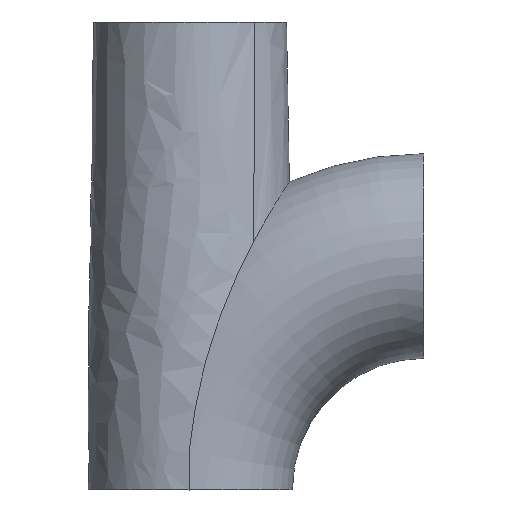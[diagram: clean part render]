
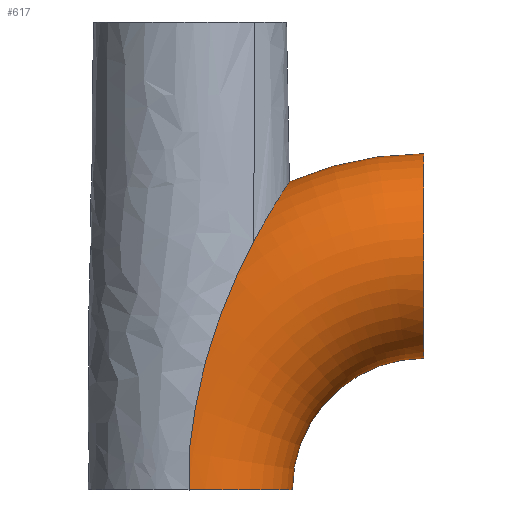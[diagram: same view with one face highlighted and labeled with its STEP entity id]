
A CAD part, top view. The second image highlights one B-rep face of the part: STEP entity #617.
In plain terms, the highlighted toroidal (fillet/blend) face has major radius 80 mm and minor radius 35 mm.
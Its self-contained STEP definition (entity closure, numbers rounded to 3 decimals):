
#1 = CARTESIAN_POINT ( 'NONE',  ( 33.852, 105.218, 2.757 ) ) ;
#2 = CARTESIAN_POINT ( 'NONE',  ( -0.179, 14.283, 34.971 ) ) ;
#13 = ORIENTED_EDGE ( 'NONE', *, *, #1093, .T. ) ;
#43 = CARTESIAN_POINT ( 'NONE',  ( 19.007, 79.453, 28.679 ) ) ;
#68 = DIRECTION ( 'NONE',  ( 0., 0., 1. ) ) ;
#80 = CARTESIAN_POINT ( 'NONE',  ( 80., 0., 0. ) ) ;
#87 = EDGE_CURVE ( 'NONE', #1360, #522, #1422, .T. ) ;
#89 = CARTESIAN_POINT ( 'NONE',  ( 0.602, 20.682, 34.942 ) ) ;
#109 = CARTESIAN_POINT ( 'NONE',  ( 25.194, 91.052, 23.131 ) ) ;
#150 = CARTESIAN_POINT ( 'NONE',  ( 14.398, 69.469, 31.37 ) ) ;
#197 = CARTESIAN_POINT ( 'NONE',  ( 30.321, 99.675, 15.538 ) ) ;
#205 = CARTESIAN_POINT ( 'NONE',  ( 32.553, 103.213, 9.84 ) ) ;
#206 = CARTESIAN_POINT ( 'NONE',  ( 80., 115., 0. ) ) ;
#212 = CARTESIAN_POINT ( 'NONE',  ( 33.13, 104.111, 7.705 ) ) ;
#217 = AXIS2_PLACEMENT_3D ( 'NONE', #517, #511, #1376 ) ;
#219 = CARTESIAN_POINT ( 'NONE',  ( 31.143, 100.993, 13.759 ) ) ;
#226 = CARTESIAN_POINT ( 'NONE',  ( -0.36, 12.682, 34.974 ) ) ;
#242 = B_SPLINE_CURVE_WITH_KNOTS ( 'NONE', 3,
 ( #433, #1310, #1211, #1, #1085, #986, #312, #764, #212, #205, #977, #655, #545, #219, #756, #197, #1110, #440, #638, #413, #747, #662, #109, #999, #886, #1332, #646, #531 ),
 .UNSPECIFIED., .F., .F.,
 ( 4, 2, 2, 2, 2, 2, 2, 2, 2, 2, 2, 2, 2, 4 ),
 ( 0.136, 0.138, 0.139, 0.141, 0.145, 0.148, 0.15, 0.153, 0.155, 0.16, 0.165, 0.167, 0.169, 0.174 ),
 .UNSPECIFIED. ) ;
#262 = CARTESIAN_POINT ( 'NONE',  ( 8.164, 53.228, 33.74 ) ) ;
#281 = DIRECTION ( 'NONE',  ( 0., 0., -1. ) ) ;
#285 = AXIS2_PLACEMENT_3D ( 'NONE', #1304, #281, #308 ) ;
#305 = CARTESIAN_POINT ( 'NONE',  ( 3.098, 34.873, 34.73 ) ) ;
#308 = DIRECTION ( 'NONE',  ( -1., 0., 0. ) ) ;
#309 = ORIENTED_EDGE ( 'NONE', *, *, #87, .T. ) ;
#312 = CARTESIAN_POINT ( 'NONE',  ( 33.692, 104.975, 4.318 ) ) ;
#329 = CIRCLE ( 'NONE', #217, 35. ) ;
#333 = CIRCLE ( 'NONE', #554, 45. ) ;
#335 = VERTEX_POINT ( 'NONE', #744 ) ;
#343 = ORIENTED_EDGE ( 'NONE', *, *, #1137, .F. ) ;
#354 = ORIENTED_EDGE ( 'NONE', *, *, #709, .F. ) ;
#379 = ORIENTED_EDGE ( 'NONE', *, *, #750, .T. ) ;
#399 = CARTESIAN_POINT ( 'NONE',  ( -0.36, 12.682, 34.974 ) ) ;
#402 = DIRECTION ( 'NONE',  ( -1., 0., 0. ) ) ;
#413 = CARTESIAN_POINT ( 'NONE',  ( 27.216, 94.548, 20.654 ) ) ;
#433 = CARTESIAN_POINT ( 'NONE',  ( 33.96, 105.382, 0. ) ) ;
#440 = CARTESIAN_POINT ( 'NONE',  ( 29.133, 97.746, 17.76 ) ) ;
#511 = DIRECTION ( 'NONE',  ( 1., 0., 0. ) ) ;
#514 = DIRECTION ( 'NONE',  ( -1., 0., 0. ) ) ;
#517 = CARTESIAN_POINT ( 'NONE',  ( 80., 80., 0. ) ) ;
#518 = CARTESIAN_POINT ( 'NONE',  ( 5.394, 44.131, 34.376 ) ) ;
#521 = DIRECTION ( 'NONE',  ( 0., 1., 0. ) ) ;
#522 = VERTEX_POINT ( 'NONE', #576 ) ;
#531 = CARTESIAN_POINT ( 'NONE',  ( 21.782, 84.829, 26.482 ) ) ;
#545 = CARTESIAN_POINT ( 'NONE',  ( 31.65, 101.797, 12.51 ) ) ;
#554 = AXIS2_PLACEMENT_3D ( 'NONE', #834, #1083, #514 ) ;
#558 = ORIENTED_EDGE ( 'NONE', *, *, #854, .T. ) ;
#576 = CARTESIAN_POINT ( 'NONE',  ( -0.36, 0., 34.997 ) ) ;
#577 = CARTESIAN_POINT ( 'NONE',  ( 16.334, 73.798, 30.335 ) ) ;
#579 = EDGE_LOOP ( 'NONE', ( #343, #379, #558, #309, #13, #694, #354 ) ) ;
#588 = VERTEX_POINT ( 'NONE', #1037 ) ;
#603 = B_SPLINE_CURVE_WITH_KNOTS ( 'NONE', 3,
 ( #693, #700, #43, #1139, #1030, #577, #920, #1148, #150, #815, #1267, #1048, #262, #632, #518, #1407, #305, #748, #1382, #89, #773, #993, #2, #226 ),
 .UNSPECIFIED., .F., .F.,
 ( 4, 2, 2, 2, 2, 2, 2, 2, 2, 2, 2, 4 ),
 ( 0.174, 0.184, 0.187, 0.189, 0.194, 0.204, 0.214, 0.224, 0.233, 0.243, 0.248, 0.253 ),
 .UNSPECIFIED. ) ;
#617 = ADVANCED_FACE ( 'NONE', ( #1190 ), #895, .T. ) ;
#632 = CARTESIAN_POINT ( 'NONE',  ( 6.267, 47.182, 34.204 ) ) ;
#638 = CARTESIAN_POINT ( 'NONE',  ( 28.507, 96.713, 18.772 ) ) ;
#646 = CARTESIAN_POINT ( 'NONE',  ( 22.46, 86.112, 25.899 ) ) ;
#655 = CARTESIAN_POINT ( 'NONE',  ( 31.891, 102.176, 11.865 ) ) ;
#660 = VERTEX_POINT ( 'NONE', #738 ) ;
#662 = CARTESIAN_POINT ( 'NONE',  ( 25.536, 91.652, 22.74 ) ) ;
#693 = CARTESIAN_POINT ( 'NONE',  ( 21.782, 84.829, 26.482 ) ) ;
#694 = ORIENTED_EDGE ( 'NONE', *, *, #1029, .T. ) ;
#700 = CARTESIAN_POINT ( 'NONE',  ( 20.385, 82.188, 27.681 ) ) ;
#702 = CIRCLE ( 'NONE', #983, 35. ) ;
#709 = EDGE_CURVE ( 'NONE', #875, #930, #329, .T. ) ;
#719 = DIRECTION ( 'NONE',  ( 0., 0., -1. ) ) ;
#738 = CARTESIAN_POINT ( 'NONE',  ( 33.96, 105.382, 0. ) ) ;
#744 = CARTESIAN_POINT ( 'NONE',  ( 35., 0., 0. ) ) ;
#747 = CARTESIAN_POINT ( 'NONE',  ( 26.551, 93.416, 21.524 ) ) ;
#748 = CARTESIAN_POINT ( 'NONE',  ( 1.842, 28.611, 34.861 ) ) ;
#750 = EDGE_CURVE ( 'NONE', #660, #588, #242, .T. ) ;
#756 = CARTESIAN_POINT ( 'NONE',  ( 30.877, 100.568, 14.365 ) ) ;
#764 = CARTESIAN_POINT ( 'NONE',  ( 33.432, 104.576, 6.231 ) ) ;
#773 = CARTESIAN_POINT ( 'NONE',  ( 0.391, 19.084, 34.951 ) ) ;
#815 = CARTESIAN_POINT ( 'NONE',  ( 12.548, 65.102, 32.236 ) ) ;
#834 = CARTESIAN_POINT ( 'NONE',  ( 80., 0., 0. ) ) ;
#854 = EDGE_CURVE ( 'NONE', #588, #1360, #603, .T. ) ;
#875 = VERTEX_POINT ( 'NONE', #206 ) ;
#886 = CARTESIAN_POINT ( 'NONE',  ( 24.169, 89.229, 24.237 ) ) ;
#895 = TOROIDAL_SURFACE ( 'NONE', #1217, 80., 35. ) ;
#920 = CARTESIAN_POINT ( 'NONE',  ( 16.005, 73.079, 30.521 ) ) ;
#930 = VERTEX_POINT ( 'NONE', #1430 ) ;
#966 = CARTESIAN_POINT ( 'NONE',  ( 0., 0., 0. ) ) ;
#977 = CARTESIAN_POINT ( 'NONE',  ( 32.342, 102.884, 10.531 ) ) ;
#983 = AXIS2_PLACEMENT_3D ( 'NONE', #966, #521, #68 ) ;
#986 = CARTESIAN_POINT ( 'NONE',  ( 33.738, 105.045, 3.932 ) ) ;
#993 = CARTESIAN_POINT ( 'NONE',  ( -0.001, 15.885, 34.966 ) ) ;
#999 = CARTESIAN_POINT ( 'NONE',  ( 24.511, 89.841, 23.879 ) ) ;
#1029 = EDGE_CURVE ( 'NONE', #335, #930, #333, .T. ) ;
#1030 = CARTESIAN_POINT ( 'NONE',  ( 16.996, 75.225, 29.946 ) ) ;
#1037 = CARTESIAN_POINT ( 'NONE',  ( 21.782, 84.829, 26.482 ) ) ;
#1048 = CARTESIAN_POINT ( 'NONE',  ( 9.189, 56.224, 33.449 ) ) ;
#1079 = CARTESIAN_POINT ( 'NONE',  ( -0.366, 8.455, 34.986 ) ) ;
#1083 = DIRECTION ( 'NONE',  ( 0., 0., -1. ) ) ;
#1085 = CARTESIAN_POINT ( 'NONE',  ( 33.818, 105.167, 3.152 ) ) ;
#1093 = EDGE_CURVE ( 'NONE', #522, #335, #702, .T. ) ;
#1110 = CARTESIAN_POINT ( 'NONE',  ( 30.031, 99.207, 16.108 ) ) ;
#1133 = CARTESIAN_POINT ( 'NONE',  ( -0.36, 12.682, 34.974 ) ) ;
#1137 = EDGE_CURVE ( 'NONE', #660, #875, #1146, .T. ) ;
#1139 = CARTESIAN_POINT ( 'NONE',  ( 17.329, 75.934, 29.742 ) ) ;
#1146 = CIRCLE ( 'NONE', #285, 115. ) ;
#1148 = CARTESIAN_POINT ( 'NONE',  ( 15.031, 70.917, 31.051 ) ) ;
#1164 = CARTESIAN_POINT ( 'NONE',  ( -0.36, 0., 34.997 ) ) ;
#1190 = FACE_OUTER_BOUND ( 'NONE', #579, .T. ) ;
#1211 = CARTESIAN_POINT ( 'NONE',  ( 33.932, 105.341, 1.573 ) ) ;
#1217 = AXIS2_PLACEMENT_3D ( 'NONE', #80, #719, #402 ) ;
#1267 = CARTESIAN_POINT ( 'NONE',  ( 11.381, 62.161, 32.696 ) ) ;
#1304 = CARTESIAN_POINT ( 'NONE',  ( 80., 0., 0. ) ) ;
#1310 = CARTESIAN_POINT ( 'NONE',  ( 33.959, 105.381, 0.786 ) ) ;
#1332 = CARTESIAN_POINT ( 'NONE',  ( 23.143, 87.374, 25.269 ) ) ;
#1360 = VERTEX_POINT ( 'NONE', #1133 ) ;
#1376 = DIRECTION ( 'NONE',  ( 0., 0., 1. ) ) ;
#1382 = CARTESIAN_POINT ( 'NONE',  ( 1.298, 25.454, 34.902 ) ) ;
#1395 = CARTESIAN_POINT ( 'NONE',  ( -0.367, 4.227, 34.993 ) ) ;
#1407 = CARTESIAN_POINT ( 'NONE',  ( 3.81, 37.977, 34.639 ) ) ;
#1422 = B_SPLINE_CURVE_WITH_KNOTS ( 'NONE', 3,
 ( #399, #1079, #1395, #1164 ),
 .UNSPECIFIED., .F., .F.,
 ( 4, 4 ),
 ( 0., 1. ),
 .UNSPECIFIED. ) ;
#1430 = CARTESIAN_POINT ( 'NONE',  ( 80., 45., 0. ) ) ;
